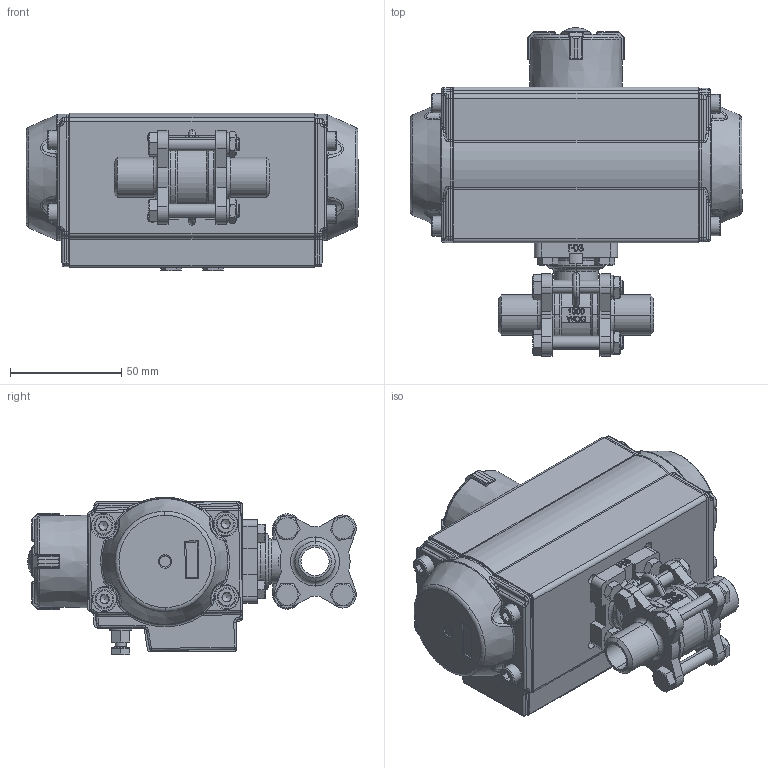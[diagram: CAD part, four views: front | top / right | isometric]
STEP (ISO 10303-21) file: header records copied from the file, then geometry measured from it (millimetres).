
FILE_DESCRIPTION(/* description */ ('Unknown'),/* implementation_level */ '2;1');
FILE_NAME(/* name */ 'PE01 9337-03',/* time_stamp */ '2025-02-04T11:35:19+01:00',/* author */ ('Unknown'),/* organization */ ('Unknown'),/* preprocessor_version */ 'ST-DEVELOPER v19.4',/* originating_system */ 'Solid Edge',/* authorisation */ 'Unknown');
FILE_SCHEMA (('AUTOMOTIVE_DESIGN {1 0 10303 214 3 1 1}'));
Products named in the file (25): PE019337-03; 9337-03_oa_0; MV-83-DN6(10) BODY; MV-83-DN10 CAP; MV-83-DN6(10) NUT STOPPER ; MV-83-DN10 STEM; STEM NUT M12; MV-83-DN6(10) BOLT M6 ; single coil lock washers light type gb_GB_FASTENER_WASHER_SSWL 6; hex thin nuts-grades ab-chamfered gb_GB_FASTENER_NUT_STNAB M6-C; PD02_PE01; vt50-2016-06-25; hex bolt gradeab_din_ISO 4014 - M5 x 25 x 16-N; huosai50; vt50-2016-06-25 _______MIR; zhou50; VTE50____; plain washers-n series-grade a gb_GB_FASTENER_WASHER_PWNA 5; hex nut gradec_din_Hexagon Nut ISO 4034 - M5 - N; Optische Anzeige; ______; ________(___________; cup head nib bolts with large head gb_GB_FASTENER_BOLT_CHNBW M6X25-N; socket head cap screw_din_DIN 912 M5 x 16 --- 16N; DIN 933 M5x16 A2-70 BLK_EDST
Assembly tree (51 placements, depth 4):
  PE019337-03
    9337-03_oa_0
      MV-83-DN6(10) BODY
      MV-83-DN10 CAP  x2
      MV-83-DN6(10) NUT STOPPER 
      MV-83-DN10 STEM
      STEM NUT M12
      MV-83-DN6(10) BOLT M6   x4
      single coil lock washers light type gb_GB_FASTENER_WASHER_SSWL 6  x4
      hex thin nuts-grades ab-chamfered gb_GB_FASTENER_NUT_STNAB M6-C  x4
    PD02_PE01
      vt50-2016-06-25
      hex bolt gradeab_din_ISO 4014 - M5 x 25 x 16-N  x2
      huosai50  x2
      vt50-2016-06-25 _______MIR
      zhou50
      VTE50____
      plain washers-n series-grade a gb_GB_FASTENER_WASHER_PWNA 5  x2
      hex nut gradec_din_Hexagon Nut ISO 4034 - M5 - N  x2
      Optische Anzeige
        ______
        ________(___________  x4
        cup head nib bolts with large head gb_GB_FASTENER_BOLT_CHNBW M6X25-N
      socket head cap screw_din_DIN 912 M5 x 16 --- 16N  x8
    DIN 933 M5x16 A2-70 BLK_EDST  x4
Bounding box: 149.4 x 147.84 x 70.92 mm (x, y, z)
Volume: 432318.1 mm3; surface area: 174003 mm2
Topology: 48 solids, 48 shells, 3172 faces, 7759 edges, 4808 vertices
Faces by surface type: plane 1118, cylinder 953, bspline 416, cone 342, torus 314, sphere 29
Full cylindrical faces by diameter (mm): 2.5 x2, 3 x16, 3.3 x8, 4.134 x20, 4.2 x2, 4.66 x1, 4.917 x7, 5 x16, 5.3 x2, 5.5 x1, 6 x1, 6.2 x1, 8 x6, 8.5 x8, 8.566 x2, 10 x4, 11 x1, 11.4 x1, 12 x2, 12.5 x2, 12.9 x1, 13 x12, 13.5 x2, 14 x5, 16.5 x2, 21.2 x1, 21.4 x1, 22.5 x1, 25 x4, 38.5 x1
Entity records: 80685 total; most frequent: CARTESIAN_POINT 32257, ORIENTED_EDGE 10220, DIRECTION 8884, EDGE_CURVE 5110, AXIS2_PLACEMENT_3D 3477, VERTEX_POINT 3369, FACE_BOUND 2687, EDGE_LOOP 2666
